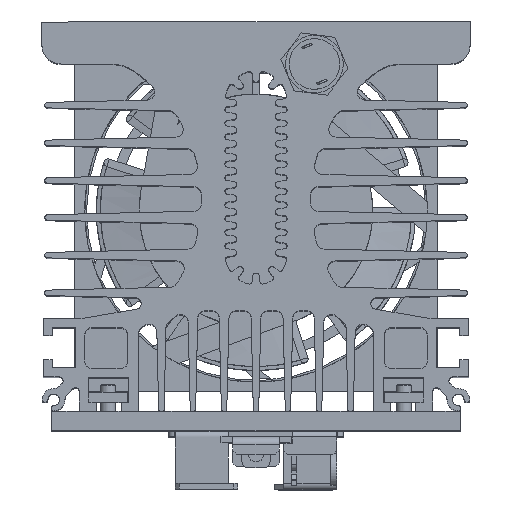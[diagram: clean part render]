
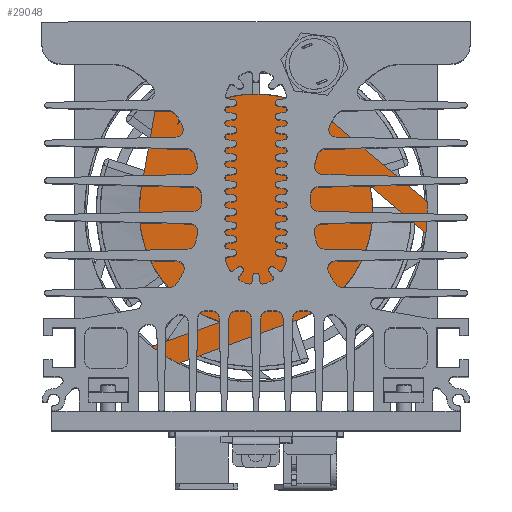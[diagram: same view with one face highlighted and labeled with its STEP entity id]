
A CAD part, top view. The second image highlights one B-rep face of the part: STEP entity #29048.
In plain terms, the highlighted planar face has unit normal (0, 0, 1).
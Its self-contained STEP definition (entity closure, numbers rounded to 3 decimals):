
#3348=FACE_OUTER_BOUND('',#5043,.T.);
#5043=EDGE_LOOP('',(#25237,#25238,#25239,#25240,#25241,#25242,#25243,#25244,
#25245,#25246,#25247,#25248));
#5778=CIRCLE('',#29975,44.);
#5824=CIRCLE('',#30021,44.);
#5825=CIRCLE('',#30022,44.);
#6660=CIRCLE('',#31693,30.);
#6662=CIRCLE('',#31695,30.);
#6664=CIRCLE('',#31697,30.);
#8768=LINE('',#48190,#11348);
#8769=LINE('',#48192,#11349);
#8771=LINE('',#48195,#11351);
#8773=LINE('',#48198,#11353);
#8776=LINE('',#48203,#11356);
#8777=LINE('',#48205,#11357);
#11348=VECTOR('',#38791,32.187);
#11349=VECTOR('',#38794,18.663);
#11351=VECTOR('',#38798,32.187);
#11353=VECTOR('',#38802,18.663);
#11356=VECTOR('',#38809,32.187);
#11357=VECTOR('',#38812,18.663);
#12387=VERTEX_POINT('',#41716);
#12388=VERTEX_POINT('',#41718);
#12433=VERTEX_POINT('',#41809);
#12436=VERTEX_POINT('',#41814);
#12437=VERTEX_POINT('',#41817);
#12438=VERTEX_POINT('',#41818);
#14193=VERTEX_POINT('',#48022);
#14194=VERTEX_POINT('',#48023);
#14197=VERTEX_POINT('',#48029);
#14198=VERTEX_POINT('',#48031);
#14201=VERTEX_POINT('',#48037);
#14202=VERTEX_POINT('',#48039);
#15313=EDGE_CURVE('',#12388,#12387,#5778,.T.);
#15362=EDGE_CURVE('',#12433,#12436,#5824,.T.);
#15363=EDGE_CURVE('',#12437,#12438,#5825,.T.);
#17927=EDGE_CURVE('',#14193,#14194,#6660,.T.);
#17931=EDGE_CURVE('',#14197,#14198,#6662,.T.);
#17935=EDGE_CURVE('',#14201,#14202,#6664,.T.);
#18013=EDGE_CURVE('',#12387,#14198,#8768,.T.);
#18014=EDGE_CURVE('',#14201,#12388,#8769,.T.);
#18016=EDGE_CURVE('',#12436,#14194,#8771,.T.);
#18018=EDGE_CURVE('',#14197,#12433,#8773,.T.);
#18021=EDGE_CURVE('',#14202,#12438,#8776,.T.);
#18022=EDGE_CURVE('',#12437,#14193,#8777,.T.);
#25237=ORIENTED_EDGE('',*,*,#15362,.T.);
#25238=ORIENTED_EDGE('',*,*,#18016,.T.);
#25239=ORIENTED_EDGE('',*,*,#17927,.F.);
#25240=ORIENTED_EDGE('',*,*,#18022,.F.);
#25241=ORIENTED_EDGE('',*,*,#15363,.T.);
#25242=ORIENTED_EDGE('',*,*,#18021,.F.);
#25243=ORIENTED_EDGE('',*,*,#17935,.F.);
#25244=ORIENTED_EDGE('',*,*,#18014,.T.);
#25245=ORIENTED_EDGE('',*,*,#15313,.T.);
#25246=ORIENTED_EDGE('',*,*,#18013,.T.);
#25247=ORIENTED_EDGE('',*,*,#17931,.F.);
#25248=ORIENTED_EDGE('',*,*,#18018,.T.);
#27686=PLANE('',#31773);
#29048=ADVANCED_FACE('',(#3348),#27686,.F.);
#29975=AXIS2_PLACEMENT_3D('',#41719,#33612,#33613);
#30021=AXIS2_PLACEMENT_3D('',#41816,#33707,#33708);
#30022=AXIS2_PLACEMENT_3D('',#41819,#33709,#33710);
#31693=AXIS2_PLACEMENT_3D('',#48024,#38657,#38658);
#31695=AXIS2_PLACEMENT_3D('',#48032,#38663,#38664);
#31697=AXIS2_PLACEMENT_3D('',#48040,#38669,#38670);
#31773=AXIS2_PLACEMENT_3D('',#48362,#38969,#38970);
#33612=DIRECTION('center_axis',(0.,0.,
1.));
#33613=DIRECTION('ref_axis',(-1.,0.,0.));
#33707=DIRECTION('center_axis',(0.,0.,
1.));
#33708=DIRECTION('ref_axis',(-1.,0.,0.));
#33709=DIRECTION('center_axis',(0.,0.,
1.));
#33710=DIRECTION('ref_axis',(-1.,0.,0.));
#38657=DIRECTION('center_axis',(0.,0.,
-1.));
#38658=DIRECTION('ref_axis',(1.,0.,0.));
#38663=DIRECTION('center_axis',(0.,0.,
-1.));
#38664=DIRECTION('ref_axis',(1.,0.,0.));
#38669=DIRECTION('center_axis',(0.,0.,
-1.));
#38670=DIRECTION('ref_axis',(1.,0.,0.));
#38791=DIRECTION('',(-0.766,0.643,0.));
#38794=DIRECTION('',(0.766,-0.643,0.));
#38798=DIRECTION('',(-0.174,-0.985,0.));
#38802=DIRECTION('',(0.174,0.985,0.));
#38809=DIRECTION('',(-0.94,-0.342,0.));
#38812=DIRECTION('',(0.94,0.342,0.));
#38969=DIRECTION('center_axis',(0.,0.,
-1.));
#38970=DIRECTION('ref_axis',(1.,0.,0.));
#41716=CARTESIAN_POINT('',(43.94,-46.008,-55.));
#41718=CARTESIAN_POINT('',(43.629,-54.002,-55.));
#41719=CARTESIAN_POINT('Origin',(0.,-48.3,
-55.));
#41809=CARTESIAN_POINT('',(-16.876,-7.665,-55.));
#41814=CARTESIAN_POINT('',(-23.955,-11.393,-55.));
#41816=CARTESIAN_POINT('Origin',(0.,-48.3,
-55.));
#41817=CARTESIAN_POINT('',(-26.753,-83.233,-55.));
#41818=CARTESIAN_POINT('',(-19.985,-87.499,-55.));
#41819=CARTESIAN_POINT('Origin',(0.,-48.3,
-55.));
#48022=CARTESIAN_POINT('',(-9.215,-76.85,-55.));
#48023=CARTESIAN_POINT('',(-29.544,-43.091,-55.));
#48024=CARTESIAN_POINT('Origin',(0.,-48.3,
-55.));
#48029=CARTESIAN_POINT('',(-20.117,-26.045,-55.));
#48031=CARTESIAN_POINT('',(19.284,-25.319,-55.));
#48032=CARTESIAN_POINT('Origin',(0.,-48.3,
-55.));
#48037=CARTESIAN_POINT('',(29.332,-42.006,-55.));
#48039=CARTESIAN_POINT('',(10.261,-76.491,-55.));
#48040=CARTESIAN_POINT('Origin',(0.,-48.3,
-55.));
#48190=CARTESIAN_POINT('',(44.117,-46.156,-55.));
#48192=CARTESIAN_POINT('',(15.219,-30.163,-55.));
#48195=CARTESIAN_POINT('',(-23.915,-11.166,-55.));
#48198=CARTESIAN_POINT('',(-23.316,-44.189,-55.));
#48203=CARTESIAN_POINT('',(10.261,-76.491,-55.));
#48205=CARTESIAN_POINT('',(-26.969,-83.312,-55.));
#48362=CARTESIAN_POINT('Origin',(0.,-48.3,
-55.));
